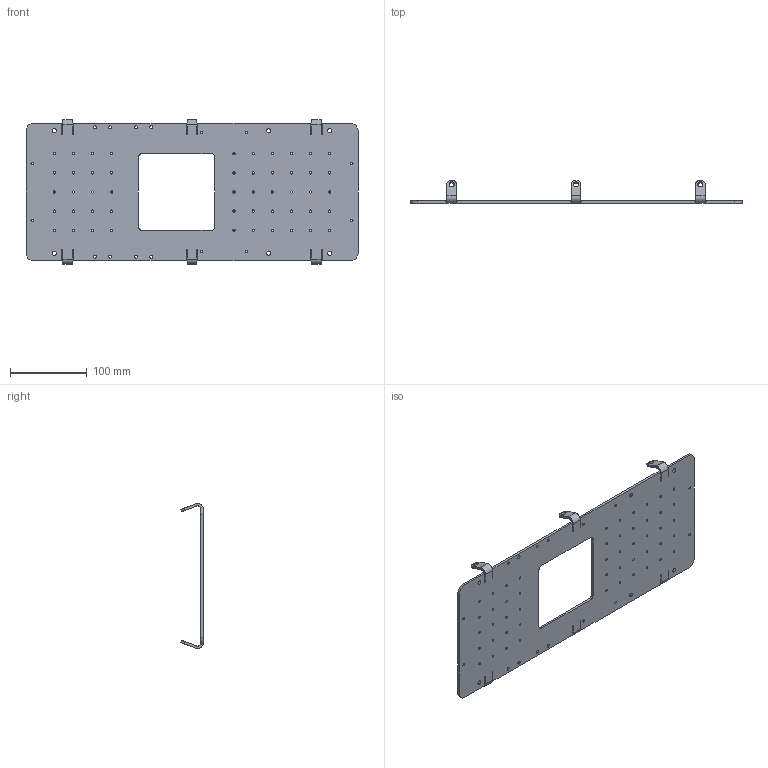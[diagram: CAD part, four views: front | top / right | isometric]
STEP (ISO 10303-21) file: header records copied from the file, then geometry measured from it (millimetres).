
FILE_DESCRIPTION (( 'STEP AP203' ), '1' );
FILE_NAME ('Mounting Plate.STEP', '2024-05-14T13:05:12', ( '' ), ( '' ), 'SwSTEP 2.0', 'SolidWorks 2023', '' );
FILE_SCHEMA (( 'CONFIG_CONTROL_DESIGN' ));
Length unit declared in the file: millimetre
Products named in the file (1): Mounting Plate
Bounding box: 434 x 29.13 x 189.19 mm (x, y, z)
Volume: 207601 mm3; surface area: 147918.7 mm2
Topology: 1 solids, 1 shells, 282 faces, 792 edges, 512 vertices
Faces by surface type: cylinder 188, plane 94
Entity records: 9601 total; most frequent: DIRECTION 1734, CARTESIAN_POINT 1587, ORIENTED_EDGE 1584, EDGE_CURVE 792, AXIS2_PLACEMENT_3D 659, VERTEX_POINT 512, EDGE_LOOP 440, LINE 416
